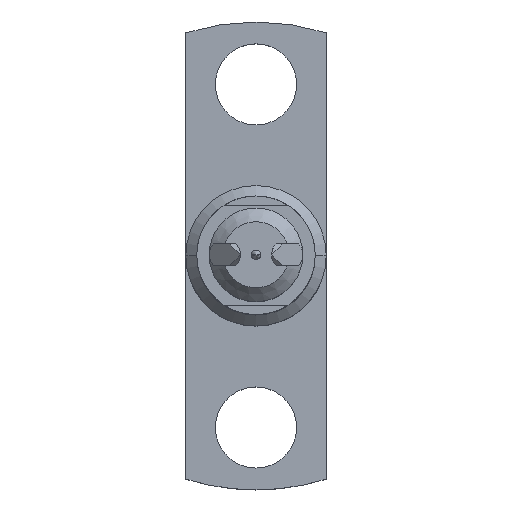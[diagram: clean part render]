
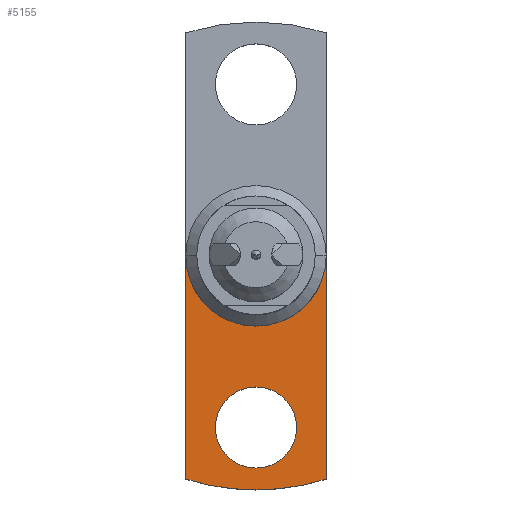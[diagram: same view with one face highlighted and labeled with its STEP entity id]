
A CAD part, top view. The second image highlights one B-rep face of the part: STEP entity #5155.
In plain terms, the highlighted planar face has unit normal (0, 0, 1).
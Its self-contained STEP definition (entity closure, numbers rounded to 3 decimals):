
#419 = EDGE_CURVE ( 'NONE', #13907, #5114, #1976, .T. ) ;
#1258 = VERTEX_POINT ( 'NONE', #8697 ) ;
#1577 = VECTOR ( 'NONE', #11224, 1000. ) ;
#1843 = AXIS2_PLACEMENT_3D ( 'NONE', #11330, #3610, #12637 ) ;
#1976 = LINE ( 'NONE', #11177, #1577 ) ;
#2629 = LINE ( 'NONE', #10177, #9120 ) ;
#2844 = DIRECTION ( 'NONE',  ( 0., 0., -1. ) ) ;
#2880 = ORIENTED_EDGE ( 'NONE', *, *, #14677, .F. ) ;
#3485 = CARTESIAN_POINT ( 'NONE',  ( 0., 0., -17.7 ) ) ;
#3610 = DIRECTION ( 'NONE',  ( 0., 0., 1. ) ) ;
#3841 = ORIENTED_EDGE ( 'NONE', *, *, #5333, .F. ) ;
#4082 = VERTEX_POINT ( 'NONE', #13476 ) ;
#4194 = DIRECTION ( 'NONE',  ( 0., 0., 1. ) ) ;
#4262 = CARTESIAN_POINT ( 'NONE',  ( 0., -5.5, -17.7 ) ) ;
#4348 = EDGE_CURVE ( 'NONE', #6500, #13907, #13614, .T. ) ;
#4430 = AXIS2_PLACEMENT_3D ( 'NONE', #11886, #4194, #13202 ) ;
#4794 = DIRECTION ( 'NONE',  ( 0., -1., 0. ) ) ;
#5114 = VERTEX_POINT ( 'NONE', #11692 ) ;
#5115 = CIRCLE ( 'NONE', #5667, 1.3 ) ;
#5155 = ADVANCED_FACE ( 'NONE', ( #12001, #8572 ), #11755, .F. ) ;
#5333 = EDGE_CURVE ( 'NONE', #11149, #14336, #8956, .T. ) ;
#5577 = DIRECTION ( 'NONE',  ( 0., -1., 0. ) ) ;
#5642 = CARTESIAN_POINT ( 'NONE',  ( 0., 0., -17.7 ) ) ;
#5667 = AXIS2_PLACEMENT_3D ( 'NONE', #4262, #13268, #5577 ) ;
#5875 = ORIENTED_EDGE ( 'NONE', *, *, #4348, .F. ) ;
#6500 = VERTEX_POINT ( 'NONE', #9681 ) ;
#6518 = CIRCLE ( 'NONE', #6842, 2.25 ) ;
#6535 = ORIENTED_EDGE ( 'NONE', *, *, #9629, .F. ) ;
#6842 = AXIS2_PLACEMENT_3D ( 'NONE', #7089, #16062, #8403 ) ;
#6934 = DIRECTION ( 'NONE',  ( 0., -1., 0. ) ) ;
#7073 = ORIENTED_EDGE ( 'NONE', *, *, #15292, .F. ) ;
#7089 = CARTESIAN_POINT ( 'NONE',  ( 0., 0., -17.7 ) ) ;
#7476 = EDGE_LOOP ( 'NONE', ( #7073, #3841 ) ) ;
#7688 = ORIENTED_EDGE ( 'NONE', *, *, #15850, .F. ) ;
#7884 = ORIENTED_EDGE ( 'NONE', *, *, #419, .F. ) ;
#8027 = EDGE_LOOP ( 'NONE', ( #2880, #7688, #6535, #13506, #7884, #5875 ) ) ;
#8403 = DIRECTION ( 'NONE',  ( 0., -1., 0. ) ) ;
#8572 = FACE_BOUND ( 'NONE', #7476, .T. ) ;
#8697 = CARTESIAN_POINT ( 'NONE',  ( 2.25, -7.155, -17.7 ) ) ;
#8778 = AXIS2_PLACEMENT_3D ( 'NONE', #3485, #12491, #4794 ) ;
#8956 = CIRCLE ( 'NONE', #1843, 1.3 ) ;
#9071 = CARTESIAN_POINT ( 'NONE',  ( 0., -6.8, -17.7 ) ) ;
#9120 = VECTOR ( 'NONE', #11466, 1000. ) ;
#9629 = EDGE_CURVE ( 'NONE', #4082, #12070, #10882, .T. ) ;
#9681 = CARTESIAN_POINT ( 'NONE',  ( 0., -7.5, -17.7 ) ) ;
#10177 = CARTESIAN_POINT ( 'NONE',  ( 2.25, 2.25, -17.7 ) ) ;
#10579 = CARTESIAN_POINT ( 'NONE',  ( 2.25, 0., -17.7 ) ) ;
#10594 = CARTESIAN_POINT ( 'NONE',  ( 0., 2.25, -17.7 ) ) ;
#10882 = CIRCLE ( 'NONE', #4430, 2.25 ) ;
#11149 = VERTEX_POINT ( 'NONE', #11440 ) ;
#11177 = CARTESIAN_POINT ( 'NONE',  ( -2.25, 2.25, -17.7 ) ) ;
#11224 = DIRECTION ( 'NONE',  ( 0., 1., 0. ) ) ;
#11330 = CARTESIAN_POINT ( 'NONE',  ( 0., -5.5, -17.7 ) ) ;
#11440 = CARTESIAN_POINT ( 'NONE',  ( 0., -4.2, -17.7 ) ) ;
#11466 = DIRECTION ( 'NONE',  ( 0., -1., 0. ) ) ;
#11555 = CIRCLE ( 'NONE', #15763, 7.5 ) ;
#11692 = CARTESIAN_POINT ( 'NONE',  ( -2.25, 0., -17.7 ) ) ;
#11755 = PLANE ( 'NONE',  #14609 ) ;
#11862 = DIRECTION ( 'NONE',  ( 0., 1., 0. ) ) ;
#11886 = CARTESIAN_POINT ( 'NONE',  ( 0., 0., -17.7 ) ) ;
#12001 = FACE_OUTER_BOUND ( 'NONE', #8027, .T. ) ;
#12070 = VERTEX_POINT ( 'NONE', #10579 ) ;
#12491 = DIRECTION ( 'NONE',  ( 0., 0., -1. ) ) ;
#12637 = DIRECTION ( 'NONE',  ( 0., -1., 0. ) ) ;
#13202 = DIRECTION ( 'NONE',  ( 0., -1., 0. ) ) ;
#13268 = DIRECTION ( 'NONE',  ( 0., 0., 1. ) ) ;
#13476 = CARTESIAN_POINT ( 'NONE',  ( 0., -2.25, -17.7 ) ) ;
#13506 = ORIENTED_EDGE ( 'NONE', *, *, #14787, .F. ) ;
#13614 = CIRCLE ( 'NONE', #8778, 7.5 ) ;
#13907 = VERTEX_POINT ( 'NONE', #16676 ) ;
#14336 = VERTEX_POINT ( 'NONE', #9071 ) ;
#14609 = AXIS2_PLACEMENT_3D ( 'NONE', #10594, #2844, #11862 ) ;
#14628 = DIRECTION ( 'NONE',  ( 0., 0., -1. ) ) ;
#14677 = EDGE_CURVE ( 'NONE', #1258, #6500, #11555, .T. ) ;
#14787 = EDGE_CURVE ( 'NONE', #5114, #4082, #6518, .T. ) ;
#15292 = EDGE_CURVE ( 'NONE', #14336, #11149, #5115, .T. ) ;
#15763 = AXIS2_PLACEMENT_3D ( 'NONE', #5642, #14628, #6934 ) ;
#15850 = EDGE_CURVE ( 'NONE', #12070, #1258, #2629, .T. ) ;
#16062 = DIRECTION ( 'NONE',  ( 0., 0., 1. ) ) ;
#16676 = CARTESIAN_POINT ( 'NONE',  ( -2.25, -7.155, -17.7 ) ) ;
